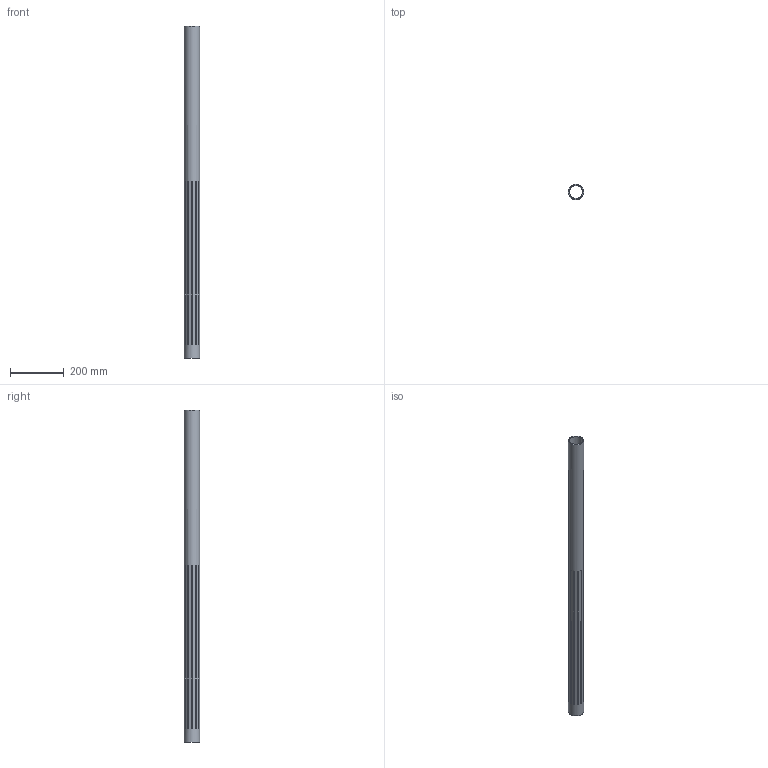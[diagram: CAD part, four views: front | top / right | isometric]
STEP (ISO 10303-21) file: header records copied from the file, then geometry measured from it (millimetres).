
FILE_DESCRIPTION(('STEP AP214'), '1');
FILE_NAME('Êàíèíþð', '', ('UNSPECIFIED'), ('UNSPECIFIED'), 'ASCON STEP Converter 1.6', 'ASCON Math Kernel', '');
FILE_SCHEMA(('AUTOMOTIVE_DESIGN { 1 0 10303 214 3 1 1}'));
Length unit declared in the file: millimetre
Bounding box: 57 x 57 x 1240 mm (x, y, z)
Volume: 780652.6 mm3; surface area: 429985 mm2
Topology: 1 solids, 1 shells, 40 faces, 127 edges, 76 vertices
Faces by surface type: sphere 24, cylinder 14, plane 2
Full cylindrical faces by diameter (mm): 49 x1, 57 x1
Entity records: 3687 total; most frequent: CARTESIAN_POINT 2400, ORIENTED_EDGE 200, DIRECTION 162, EDGE_CURVE 100, VERTEX_POINT 76, AXIS2_PLACEMENT_3D 69, EDGE_LOOP 56, FACE_BOUND 52
